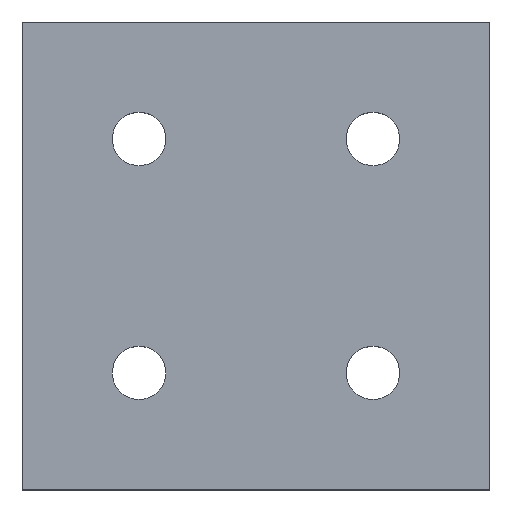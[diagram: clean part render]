
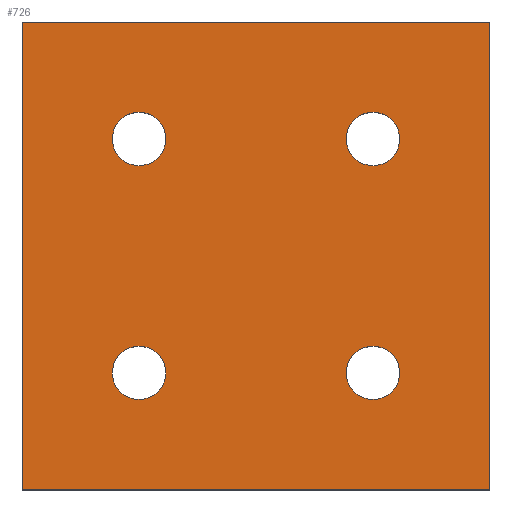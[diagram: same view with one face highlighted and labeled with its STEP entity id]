
A CAD part, top view. The second image highlights one B-rep face of the part: STEP entity #726.
In plain terms, the highlighted planar face has unit normal (0, 0, 1).
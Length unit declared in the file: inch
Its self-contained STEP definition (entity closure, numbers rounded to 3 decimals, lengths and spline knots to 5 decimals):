
#76=CARTESIAN_POINT('',(0.921,0.75,0.75));
#77=VERTEX_POINT('',#76);
#86=CARTESIAN_POINT('',(0.579,0.75,0.75));
#87=VERTEX_POINT('',#86);
#88=CARTESIAN_POINT('',(0.75,0.75,0.75));
#89=DIRECTION('',(0.0,0.0,-1.0));
#90=DIRECTION('',(1.0,0.0,0.0));
#91=AXIS2_PLACEMENT_3D('',#88,#89,#90);
#92=CIRCLE('',#91,0.171);
#93=EDGE_CURVE('',#87,#77,#92,.T.);
#160=CARTESIAN_POINT('',(0.921,2.25,0.75));
#161=VERTEX_POINT('',#160);
#170=CARTESIAN_POINT('',(0.579,2.25,0.75));
#171=VERTEX_POINT('',#170);
#172=CARTESIAN_POINT('',(0.75,2.25,0.75));
#173=DIRECTION('',(0.0,0.0,-1.0));
#174=DIRECTION('',(1.0,0.0,0.0));
#175=AXIS2_PLACEMENT_3D('',#172,#173,#174);
#176=CIRCLE('',#175,0.171);
#177=EDGE_CURVE('',#171,#161,#176,.T.);
#244=CARTESIAN_POINT('',(2.421,2.25,0.75));
#245=VERTEX_POINT('',#244);
#254=CARTESIAN_POINT('',(2.079,2.25,0.75));
#255=VERTEX_POINT('',#254);
#256=CARTESIAN_POINT('',(2.25,2.25,0.75));
#257=DIRECTION('',(0.0,0.0,-1.0));
#258=DIRECTION('',(1.0,0.0,0.0));
#259=AXIS2_PLACEMENT_3D('',#256,#257,#258);
#260=CIRCLE('',#259,0.171);
#261=EDGE_CURVE('',#255,#245,#260,.T.);
#328=CARTESIAN_POINT('',(2.421,0.75,0.75));
#329=VERTEX_POINT('',#328);
#338=CARTESIAN_POINT('',(2.079,0.75,0.75));
#339=VERTEX_POINT('',#338);
#340=CARTESIAN_POINT('',(2.25,0.75,0.75));
#341=DIRECTION('',(0.0,0.0,-1.0));
#342=DIRECTION('',(1.0,0.0,0.0));
#343=AXIS2_PLACEMENT_3D('',#340,#341,#342);
#344=CIRCLE('',#343,0.171);
#345=EDGE_CURVE('',#339,#329,#344,.T.);
#379=CARTESIAN_POINT('',(2.25,0.75,0.75));
#380=DIRECTION('',(0.0,0.0,-1.0));
#381=DIRECTION('',(1.0,0.0,0.0));
#382=AXIS2_PLACEMENT_3D('',#379,#380,#381);
#383=CIRCLE('',#382,0.171);
#384=EDGE_CURVE('',#329,#339,#383,.T.);
#441=CARTESIAN_POINT('',(2.25,2.25,0.75));
#442=DIRECTION('',(0.0,0.0,-1.0));
#443=DIRECTION('',(1.0,0.0,0.0));
#444=AXIS2_PLACEMENT_3D('',#441,#442,#443);
#445=CIRCLE('',#444,0.171);
#446=EDGE_CURVE('',#245,#255,#445,.T.);
#503=CARTESIAN_POINT('',(0.75,2.25,0.75));
#504=DIRECTION('',(0.0,0.0,-1.0));
#505=DIRECTION('',(1.0,0.0,0.0));
#506=AXIS2_PLACEMENT_3D('',#503,#504,#505);
#507=CIRCLE('',#506,0.171);
#508=EDGE_CURVE('',#161,#171,#507,.T.);
#565=CARTESIAN_POINT('',(0.75,0.75,0.75));
#566=DIRECTION('',(0.0,0.0,-1.0));
#567=DIRECTION('',(1.0,0.0,0.0));
#568=AXIS2_PLACEMENT_3D('',#565,#566,#567);
#569=CIRCLE('',#568,0.171);
#570=EDGE_CURVE('',#77,#87,#569,.T.);
#590=CARTESIAN_POINT('',(3.0,3.0,0.75));
#591=VERTEX_POINT('',#590);
#598=CARTESIAN_POINT('',(3.0,0.0,0.75));
#599=VERTEX_POINT('',#598);
#600=CARTESIAN_POINT('',(3.0,0.0,0.75));
#601=DIRECTION('',(0.0,1.0,0.0));
#602=VECTOR('',#601,3.0);
#603=LINE('',#600,#602);
#604=EDGE_CURVE('',#599,#591,#603,.T.);
#628=CARTESIAN_POINT('',(0.,3.0,0.75));
#629=VERTEX_POINT('',#628);
#636=CARTESIAN_POINT('',(3.0,3.0,0.75));
#637=DIRECTION('',(-1.0,0.0,0.0));
#638=VECTOR('',#637,3.0);
#639=LINE('',#636,#638);
#640=EDGE_CURVE('',#591,#629,#639,.T.);
#659=CARTESIAN_POINT('',(0.,0.0,0.75));
#660=VERTEX_POINT('',#659);
#667=CARTESIAN_POINT('',(0.,3.0,0.75));
#668=DIRECTION('',(0.0,-1.0,0.0));
#669=VECTOR('',#668,3.0);
#670=LINE('',#667,#669);
#671=EDGE_CURVE('',#629,#660,#670,.T.);
#689=CARTESIAN_POINT('',(0.,0.0,0.75));
#690=DIRECTION('',(1.0,0.0,0.0));
#691=VECTOR('',#690,3.0);
#692=LINE('',#689,#691);
#693=EDGE_CURVE('',#660,#599,#692,.T.);
#699=CARTESIAN_POINT('',(1.5,1.5,0.75));
#700=DIRECTION('',(0.0,0.0,-1.0));
#701=DIRECTION('',(1.0,0.0,0.0));
#702=AXIS2_PLACEMENT_3D('',#699,#700,#701);
#703=PLANE('',#702);
#704=ORIENTED_EDGE('',*,*,#693,.T.);
#705=ORIENTED_EDGE('',*,*,#604,.T.);
#706=ORIENTED_EDGE('',*,*,#640,.T.);
#707=ORIENTED_EDGE('',*,*,#671,.T.);
#708=EDGE_LOOP('',(#704,#705,#706,#707));
#709=FACE_OUTER_BOUND('',#708,.T.);
#710=ORIENTED_EDGE('',*,*,#384,.T.);
#711=ORIENTED_EDGE('',*,*,#345,.T.);
#712=EDGE_LOOP('',(#710,#711));
#713=FACE_BOUND('',#712,.T.);
#714=ORIENTED_EDGE('',*,*,#446,.T.);
#715=ORIENTED_EDGE('',*,*,#261,.T.);
#716=EDGE_LOOP('',(#714,#715));
#717=FACE_BOUND('',#716,.T.);
#718=ORIENTED_EDGE('',*,*,#508,.T.);
#719=ORIENTED_EDGE('',*,*,#177,.T.);
#720=EDGE_LOOP('',(#718,#719));
#721=FACE_BOUND('',#720,.T.);
#722=ORIENTED_EDGE('',*,*,#570,.T.);
#723=ORIENTED_EDGE('',*,*,#93,.T.);
#724=EDGE_LOOP('',(#722,#723));
#725=FACE_BOUND('',#724,.T.);
#726=ADVANCED_FACE('',(#709,#713,#717,#721,#725),#703,.F.);
